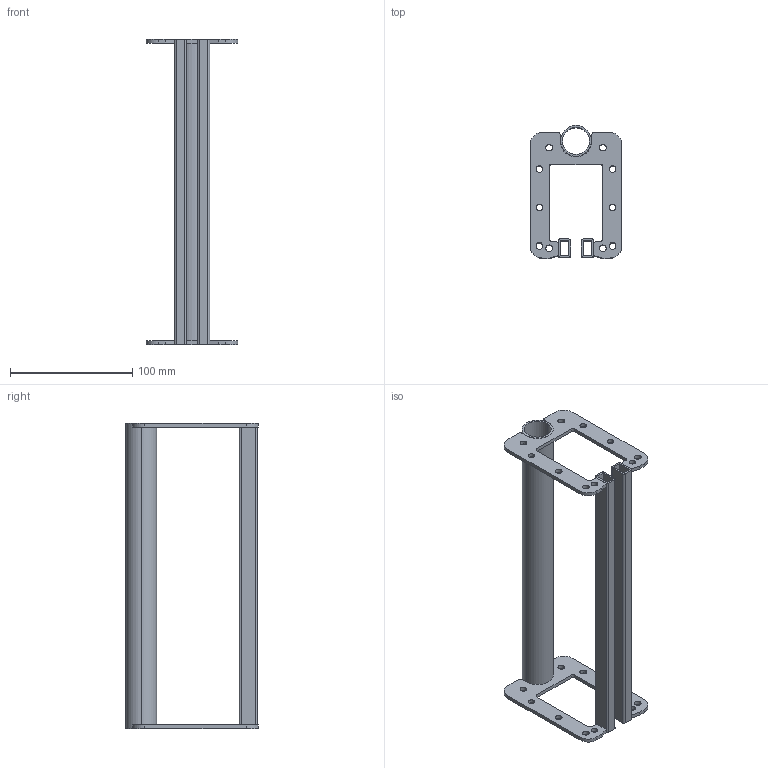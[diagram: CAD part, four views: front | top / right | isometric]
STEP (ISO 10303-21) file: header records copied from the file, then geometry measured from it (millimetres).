
FILE_DESCRIPTION (( 'STEP AP203' ), '1' );
FILE_NAME ('T63705.STEP', '2018-08-15T15:27:07', ( '' ), ( '' ), 'SwSTEP 2.0', 'SolidWorks 2016', '' );
FILE_SCHEMA (( 'CONFIG_CONTROL_DESIGN' ));
Length unit declared in the file: millimetre
Products named in the file (4): T63705; 1'''' DIA X 16 SWG ERW - CHS_1" DIA X 16 SWG ERW X 0.25M LG; TH2677; 15 X 10 X 1.5 ERW - RHS_15 X 10 X 1.5 ERW X 0.25M LG
Assembly tree (5 placements, depth 2):
  T63705
    1'''' DIA X 16 SWG ERW - CHS_1" DIA X 16 SWG ERW X 0.25M LG
    15 X 10 X 1.5 ERW - RHS_15 X 10 X 1.5 ERW X 0.25M LG  x2
    TH2677  x2
Bounding box: 75 x 108.7 x 250 mm (x, y, z)
Volume: 84993.8 mm3; surface area: 99856 mm2
Topology: 5 solids, 5 shells, 134 faces, 372 edges, 248 vertices
Faces by surface type: cylinder 74, plane 60
Entity records: 2780 total; most frequent: DIRECTION 426, CARTESIAN_POINT 398, ORIENTED_EDGE 384, EDGE_CURVE 192, AXIS2_PLACEMENT_3D 156, VERTEX_POINT 128, LINE 114, VECTOR 114
